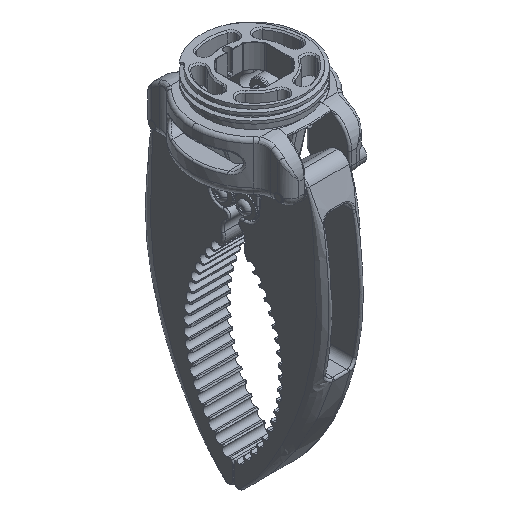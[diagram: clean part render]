
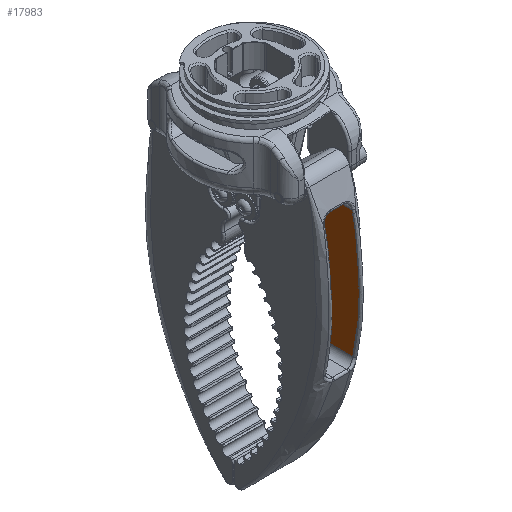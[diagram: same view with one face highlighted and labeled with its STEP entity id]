
A CAD part, isometric view. The second image highlights one B-rep face of the part: STEP entity #17983.
In plain terms, the highlighted face is planar.
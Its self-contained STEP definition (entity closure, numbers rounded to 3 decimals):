
#585 = VERTEX_POINT ( 'NONE', #30414 ) ;
#897 = CARTESIAN_POINT ( 'NONE',  ( -8., 31.555, -58.476 ) ) ;
#1118 = CARTESIAN_POINT ( 'NONE',  ( -8., 32.003, -59.924 ) ) ;
#1496 = EDGE_LOOP ( 'NONE', ( #7390, #38723, #17695, #5503, #9864, #6520, #7062, #32824 ) ) ;
#1598 = CARTESIAN_POINT ( 'NONE',  ( -8., 51.389, -42.527 ) ) ;
#2106 = VECTOR ( 'NONE', #11926, 1000. ) ;
#3229 = VECTOR ( 'NONE', #4688, 1000. ) ;
#3336 = EDGE_CURVE ( 'NONE', #21855, #41250, #27830, .T. ) ;
#3350 = CARTESIAN_POINT ( 'NONE',  ( -8., 48.907, -19.56 ) ) ;
#3900 = VECTOR ( 'NONE', #25378, 1000. ) ;
#4434 = CARTESIAN_POINT ( 'NONE',  ( -8., 31.717, -58.817 ) ) ;
#4688 = DIRECTION ( 'NONE',  ( 0., 0., -1. ) ) ;
#5388 = CARTESIAN_POINT ( 'NONE',  ( -8., 52.083, -58.118 ) ) ;
#5405 = VERTEX_POINT ( 'NONE', #13826 ) ;
#5503 = ORIENTED_EDGE ( 'NONE', *, *, #32241, .T. ) ;
#5819 = CARTESIAN_POINT ( 'NONE',  ( -8., 49.604, -81.813 ) ) ;
#6520 = ORIENTED_EDGE ( 'NONE', *, *, #22328, .T. ) ;
#6988 = DIRECTION ( 'NONE',  ( 1., 0., 0. ) ) ;
#7062 = ORIENTED_EDGE ( 'NONE', *, *, #3336, .T. ) ;
#7204 = AXIS2_PLACEMENT_3D ( 'NONE', #39103, #25950, #39551 ) ;
#7390 = ORIENTED_EDGE ( 'NONE', *, *, #11318, .T. ) ;
#7571 = CARTESIAN_POINT ( 'NONE',  ( -8., 32.021, -60.113 ) ) ;
#7718 = AXIS2_PLACEMENT_3D ( 'NONE', #10751, #6988, #13888 ) ;
#7778 = CARTESIAN_POINT ( 'NONE',  ( -8., 31.177, -57.819 ) ) ;
#7993 = CARTESIAN_POINT ( 'NONE',  ( -8., 31.939, -59.549 ) ) ;
#8271 = CARTESIAN_POINT ( 'NONE',  ( -8., 51.316, -41.784 ) ) ;
#9371 = CARTESIAN_POINT ( 'NONE',  ( -8., 49.647, -23.973 ) ) ;
#9864 = ORIENTED_EDGE ( 'NONE', *, *, #25662, .T. ) ;
#10751 = CARTESIAN_POINT ( 'NONE',  ( -8., 0., 0. ) ) ;
#11318 = EDGE_CURVE ( 'NONE', #585, #17761, #21521, .T. ) ;
#11330 = CARTESIAN_POINT ( 'NONE',  ( -8., 30.503, -56.895 ) ) ;
#11563 = CARTESIAN_POINT ( 'NONE',  ( -8., 32.021, 0. ) ) ;
#11665 = VECTOR ( 'NONE', #27056, 1000. ) ;
#11827 = CARTESIAN_POINT ( 'NONE',  ( -8., 50.976, -72.934 ) ) ;
#11926 = DIRECTION ( 'NONE',  ( 0., -1., 0. ) ) ;
#13826 = CARTESIAN_POINT ( 'NONE',  ( -8., 20.697, -56.305 ) ) ;
#13888 = DIRECTION ( 'NONE',  ( 0., 0., -1. ) ) ;
#14584 = EDGE_CURVE ( 'NONE', #5405, #43109, #34156, .T. ) ;
#15104 = CARTESIAN_POINT ( 'NONE',  ( -8., 0., -87.701 ) ) ;
#15180 = CARTESIAN_POINT ( 'NONE',  ( -8., 51.18, -40.298 ) ) ;
#15634 = CARTESIAN_POINT ( 'NONE',  ( -8., 50.443, -31.383 ) ) ;
#16318 = CARTESIAN_POINT ( 'NONE',  ( -8., 32.021, -87.701 ) ) ;
#17695 = ORIENTED_EDGE ( 'NONE', *, *, #14584, .T. ) ;
#17761 = VERTEX_POINT ( 'NONE', #29984 ) ;
#17983 = ADVANCED_FACE ( 'NONE', ( #30856 ), #41099, .T. ) ;
#18572 = CIRCLE ( 'NONE', #7204, 146.25 ) ;
#18737 = CARTESIAN_POINT ( 'NONE',  ( -8., 49.868, -80.332 ) ) ;
#18969 = CARTESIAN_POINT ( 'NONE',  ( -8., 50.807, -35.84 ) ) ;
#19232 = LINE ( 'NONE', #23026, #11665 ) ;
#19855 = CARTESIAN_POINT ( 'NONE',  ( -8., 49.437, -22.497 ) ) ;
#21165 = CARTESIAN_POINT ( 'NONE',  ( -8., 32.021, -60.305 ) ) ;
#21521 = LINE ( 'NONE', #35356, #2106 ) ;
#21738 = EDGE_CURVE ( 'NONE', #17761, #5405, #19232, .T. ) ;
#21855 = VERTEX_POINT ( 'NONE', #27701 ) ;
#22156 = CARTESIAN_POINT ( 'NONE',  ( -8., 32.021, -60.305 ) ) ;
#22313 = CARTESIAN_POINT ( 'NONE',  ( -8., 50.926, -37.326 ) ) ;
#22328 = EDGE_CURVE ( 'NONE', #37846, #21855, #41674, .T. ) ;
#23026 = CARTESIAN_POINT ( 'NONE',  ( -8., 20.697, 0. ) ) ;
#24548 = DIRECTION ( 'NONE',  ( 0., 1., 0. ) ) ;
#25378 = DIRECTION ( 'NONE',  ( 0., 1., 0. ) ) ;
#25447 = CARTESIAN_POINT ( 'NONE',  ( -8., 51.115, -39.555 ) ) ;
#25662 = EDGE_CURVE ( 'NONE', #33167, #37846, #39009, .T. ) ;
#25664 = B_SPLINE_CURVE_WITH_KNOTS ( 'NONE', 3,
 ( #31433, #27878, #11330, #38129, #7778, #897, #4434, #42105, #7993, #1118, #7571, #21165 ),
 .UNSPECIFIED., .F., .F.,
 ( 4, 2, 2, 2, 2, 4 ),
 ( 0., 0.001, 0.002, 0.003, 0.004, 0.005 ),
 .UNSPECIFIED. ) ;
#25665 = CARTESIAN_POINT ( 'NONE',  ( -8., 51.87, -49.212 ) ) ;
#25950 = DIRECTION ( 'NONE',  ( 1., 0., 0. ) ) ;
#27056 = DIRECTION ( 'NONE',  ( 0., 0., -1. ) ) ;
#27701 = CARTESIAN_POINT ( 'NONE',  ( -8., 48.387, -87.701 ) ) ;
#27830 = B_SPLINE_CURVE_WITH_KNOTS ( 'NONE', 3,
 ( #42387, #36375, #35699, #5819, #18737, #42159, #11827, #33031, #5388, #25665, #39260, #1598, #8271, #15180, #25447, #22313, #18969, #15634, #29258, #9371, #19855, #33896, #3350, #40150, #43279, #36595 ),
 .UNSPECIFIED., .F., .F.,
 ( 4, 2, 2, 2, 2, 2, 2, 2, 2, 2, 2, 2, 4 ),
 ( 0., 0.005, 0.009, 0.018, 0.036, 0.045, 0.047, 0.05, 0.054, 0.063, 0.068, 0.07, 0.072 ),
 .UNSPECIFIED. ) ;
#27878 = CARTESIAN_POINT ( 'NONE',  ( -8., 30.262, -56.6 ) ) ;
#27881 = CARTESIAN_POINT ( 'NONE',  ( -8., 48.217, -16.654 ) ) ;
#29258 = CARTESIAN_POINT ( 'NONE',  ( -8., 50.192, -28.41 ) ) ;
#29984 = CARTESIAN_POINT ( 'NONE',  ( -8., 20.697, -15.176 ) ) ;
#30414 = CARTESIAN_POINT ( 'NONE',  ( -8., 47.8, -15.176 ) ) ;
#30856 = FACE_OUTER_BOUND ( 'NONE', #1496, .T. ) ;
#31433 = CARTESIAN_POINT ( 'NONE',  ( -8., 30.021, -56.305 ) ) ;
#31823 = EDGE_CURVE ( 'NONE', #41250, #585, #18572, .T. ) ;
#32241 = EDGE_CURVE ( 'NONE', #43109, #33167, #25664, .T. ) ;
#32824 = ORIENTED_EDGE ( 'NONE', *, *, #31823, .T. ) ;
#33031 = CARTESIAN_POINT ( 'NONE',  ( -8., 51.861, -64.048 ) ) ;
#33167 = VERTEX_POINT ( 'NONE', #22156 ) ;
#33896 = CARTESIAN_POINT ( 'NONE',  ( -8., 49.049, -20.293 ) ) ;
#34156 = LINE ( 'NONE', #41061, #36200 ) ;
#35356 = CARTESIAN_POINT ( 'NONE',  ( -8., 0., -15.176 ) ) ;
#35699 = CARTESIAN_POINT ( 'NONE',  ( -8., 49.03, -84.764 ) ) ;
#36200 = VECTOR ( 'NONE', #24548, 1000. ) ;
#36375 = CARTESIAN_POINT ( 'NONE',  ( -8., 48.719, -86.235 ) ) ;
#36595 = CARTESIAN_POINT ( 'NONE',  ( -8., 48.217, -16.654 ) ) ;
#37175 = CARTESIAN_POINT ( 'NONE',  ( -8., 30.021, -56.305 ) ) ;
#37846 = VERTEX_POINT ( 'NONE', #16318 ) ;
#38129 = CARTESIAN_POINT ( 'NONE',  ( -8., 30.96, -57.504 ) ) ;
#38723 = ORIENTED_EDGE ( 'NONE', *, *, #21738, .T. ) ;
#39009 = LINE ( 'NONE', #11563, #3229 ) ;
#39103 = CARTESIAN_POINT ( 'NONE',  ( -8., -92.74, -55.642 ) ) ;
#39260 = CARTESIAN_POINT ( 'NONE',  ( -8., 51.707, -46.242 ) ) ;
#39551 = DIRECTION ( 'NONE',  ( 0., 0., -1. ) ) ;
#40150 = CARTESIAN_POINT ( 'NONE',  ( -8., 48.591, -18.1 ) ) ;
#41061 = CARTESIAN_POINT ( 'NONE',  ( -8., 0., -56.305 ) ) ;
#41099 = PLANE ( 'NONE',  #7718 ) ;
#41250 = VERTEX_POINT ( 'NONE', #27881 ) ;
#41674 = LINE ( 'NONE', #15104, #3900 ) ;
#42105 = CARTESIAN_POINT ( 'NONE',  ( -8., 31.892, -59.362 ) ) ;
#42159 = CARTESIAN_POINT ( 'NONE',  ( -8., 50.589, -75.894 ) ) ;
#42387 = CARTESIAN_POINT ( 'NONE',  ( -8., 48.387, -87.701 ) ) ;
#43109 = VERTEX_POINT ( 'NONE', #37175 ) ;
#43279 = CARTESIAN_POINT ( 'NONE',  ( -8., 48.417, -17.374 ) ) ;
